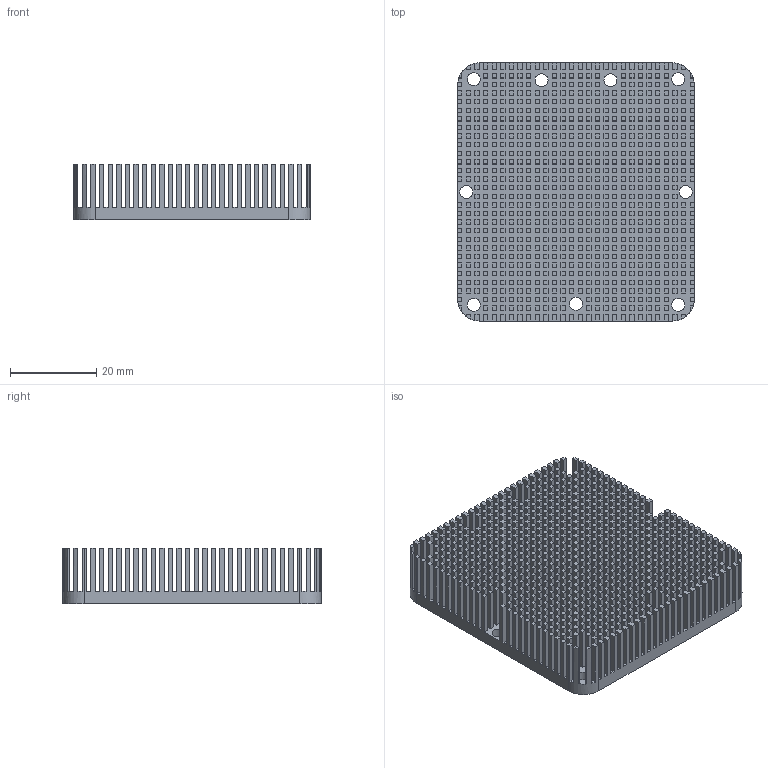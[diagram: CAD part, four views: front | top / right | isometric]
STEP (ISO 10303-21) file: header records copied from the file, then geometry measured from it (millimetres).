
FILE_DESCRIPTION (( 'STEP AP214' ), '1' );
FILE_NAME ('Couvercle.STEP', '2024-12-20T11:13:11', ( '' ), ( '' ), 'SwSTEP 2.0', 'SolidWorks 2024', '' );
FILE_SCHEMA (( 'AUTOMOTIVE_DESIGN' ));
Length unit declared in the file: millimetre
Products named in the file (1): Couvercle
Bounding box: 55 x 60 x 13 mm (x, y, z)
Volume: 17858.8 mm3; surface area: 39781.3 mm2
Topology: 1 solids, 1 shells, 3924 faces, 9674 edges, 6448 vertices
Faces by surface type: plane 3902, cylinder 22
Entity records: 113533 total; most frequent: CARTESIAN_POINT 20047, ORIENTED_EDGE 19348, DIRECTION 17592, EDGE_CURVE 9674, LINE 9606, VECTOR 9606, VERTEX_POINT 6448, EDGE_LOOP 4638
